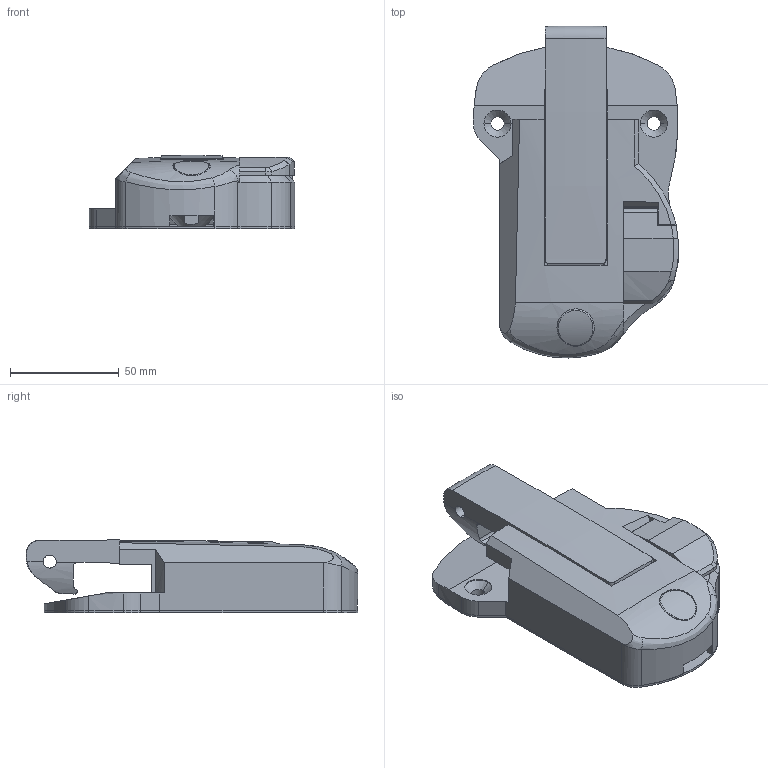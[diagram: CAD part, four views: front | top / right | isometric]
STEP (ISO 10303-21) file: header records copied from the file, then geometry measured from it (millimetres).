
FILE_DESCRIPTION (( 'STEP AP203' ), '1' );
FILE_NAME ('FA-834-C-L-1.STEP', '2021-03-17T04:16:27', ( '' ), ( '' ), 'SwSTEP 2.0', 'SolidWorks 2018', '' );
FILE_SCHEMA (( 'CONFIG_CONTROL_DESIGN' ));
Length unit declared in the file: millimetre
Products named in the file (16): FA-834-C-L-1_平行ピンver1.01__平行ピン 呼び3.0×7 (SUS) B種; FA-834-C-L-1_キャップ_; FA-834-C-L-1_ストッパー_; FA-834-C-L-1_パッキン_; FA-834-C-L-1_TVC_キャップ_; FA-834-C-L-1_儘乕僞乕Assy_; FA-834-C-L-1_フックシャフト_; FA-834-C-L-1_本体_; FA-834-C-L-1_カマ_; FA-834-C-L-1_十字穴付皿小ねじ_内径基準ver1.03__M4x6十字穴付小頭皿小ねじ(SUS)サッシビス; FA-834-C-L-1; FA-834-C-L-1_ビスキャップ_; FA-834-C-L-1_僉儍僢僾Assy_; FA-834-C-L-1_TVC_ハウジング__公開用; FA-834-C-L-1_TVC_ローター__公開用; FA-834-C-L-1_TVC_カム_
Assembly tree (16 placements, depth 3):
  FA-834-C-L-1
    FA-834-C-L-1_本体_
    FA-834-C-L-1_僉儍僢僾Assy_
      FA-834-C-L-1_キャップ_
      FA-834-C-L-1_平行ピンver1.01__平行ピン 呼び3.0×7 (SUS) B種  x2
    FA-834-C-L-1_カマ_
    FA-834-C-L-1_フックシャフト_
    FA-834-C-L-1_儘乕僞乕Assy_
      FA-834-C-L-1_TVC_ハウジング__公開用
      FA-834-C-L-1_TVC_ローター__公開用
      FA-834-C-L-1_TVC_キャップ_
      FA-834-C-L-1_TVC_カム_
      FA-834-C-L-1_ストッパー_
      FA-834-C-L-1_十字穴付皿小ねじ_内径基準ver1.03__M4x6十字穴付小頭皿小ねじ(SUS)サッシビス
    FA-834-C-L-1_ビスキャップ_
    FA-834-C-L-1_パッキン_
Bounding box: 94.54 x 152.92 x 33.66 mm (x, y, z)
Volume: 129084.4 mm3; surface area: 89151.7 mm2
Topology: 14 solids, 14 shells, 667 faces, 1780 edges, 1147 vertices
Faces by surface type: plane 303, cylinder 260, cone 48, bspline 28, torus 20, sphere 8
Entity records: 25960 total; most frequent: CARTESIAN_POINT 7699, ORIENTED_EDGE 3512, DIRECTION 3457, EDGE_CURVE 1756, AXIS2_PLACEMENT_3D 1256, VERTEX_POINT 1137, VECTOR 945, LINE 945
